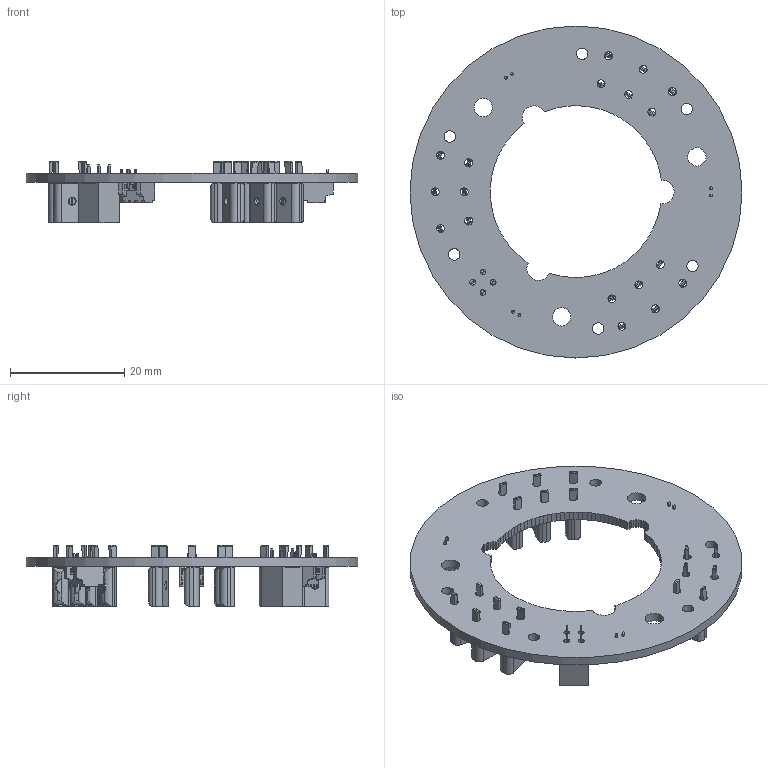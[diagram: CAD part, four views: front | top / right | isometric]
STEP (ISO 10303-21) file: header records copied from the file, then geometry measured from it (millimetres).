
FILE_DESCRIPTION(('KiCad electronic assembly'),'2;1');
FILE_NAME('_____ _______.step','2023-12-12T12:23:56',('Pcbnew'),('Kicad' ),'Open CASCADE STEP processor 7.6','KiCad to STEP converter', 'Unknown');
FILE_SCHEMA(('AUTOMOTIVE_DESIGN { 1 0 10303 214 1 1 1 1 }'));
Length unit declared in the file: millimetre
Products named in the file (8): _____ _______ 1; doc_2023-12-07_01-29-29.187 x .030 Quick-Fit terminal; SOLID; 70372589; COMPOUND; PinSocket_2x02_P2.54mm_Vertical; ÐÐ»Ð°ÑÐ° Ð¾Ð±Ð¼Ð¾ÑÐ¾Ðº PCB
Assembly tree (17 placements, depth 3):
  _____ _______ 1
    doc_2023-12-07_01-29-29.187 x .030 Quick-Fit terminal  x9
      SOLID
    70372589  x3
      COMPOUND
    PinSocket_2x02_P2.54mm_Vertical
      SOLID
    ÐÐ»Ð°ÑÐ° Ð¾Ð±Ð¼Ð¾ÑÐ¾Ðº PCB
Bounding box: 58 x 58 x 10.74 mm (x, y, z)
Volume: 3607 mm3; surface area: 7216.6 mm2
Topology: 14 solids, 14 shells, 1301 faces, 3497 edges, 2245 vertices
Faces by surface type: plane 969, cylinder 284, bspline 48
Full cylindrical faces by diameter (mm): 0.5 x6, 1 x4, 1.37 x18, 2 x6, 3.2 x3, 58 x1
Entity records: 38968 total; most frequent: CARTESIAN_POINT 8219, DIRECTION 5406, LINE 4019, VECTOR 4019, ORIENTED_EDGE 2946, PCURVE 2946, DEFINITIONAL_REPRESENTATION 2946, EDGE_CURVE 1473
